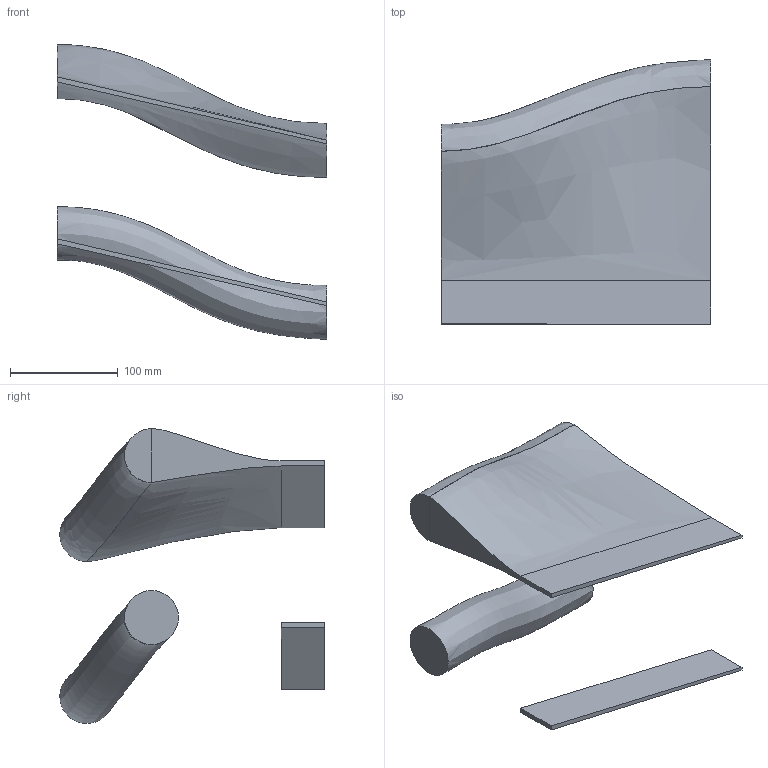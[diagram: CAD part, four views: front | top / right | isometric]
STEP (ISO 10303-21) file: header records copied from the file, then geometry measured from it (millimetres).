
FILE_DESCRIPTION(/* description */ (''),/* implementation_level */ '2;1');
FILE_NAME(/* name */ 'freierfall_erhebung_03.stp',/* time_stamp */ '2020-09-01T15:09:41+02:00',/* author */ ('SFl'),/* organization */ (''),/* preprocessor_version */ 'ST-DEVELOPER v18.1',/* originating_system */ 'Autodesk Inventor 2021',/* authorisation */ '');
FILE_SCHEMA (('AUTOMOTIVE_DESIGN { 1 0 10303 214 3 1 1 }'));
Length unit declared in the file: millimetre
Products named in the file (1): freierfall_erhebung_03
Bounding box: 250 x 245 x 273.14 mm (x, y, z)
Volume: 1781726.3 mm3; surface area: 228640.8 mm2
Topology: 4 solids, 4 shells, 21 faces, 42 edges, 31 vertices
Faces by surface type: plane 15, bspline 6
Entity records: 2205 total; most frequent: CARTESIAN_POINT 1744, ORIENTED_EDGE 78, DIRECTION 68, EDGE_CURVE 39, LINE 26, VECTOR 26, VERTEX_POINT 26, FACE_OUTER_BOUND 21
